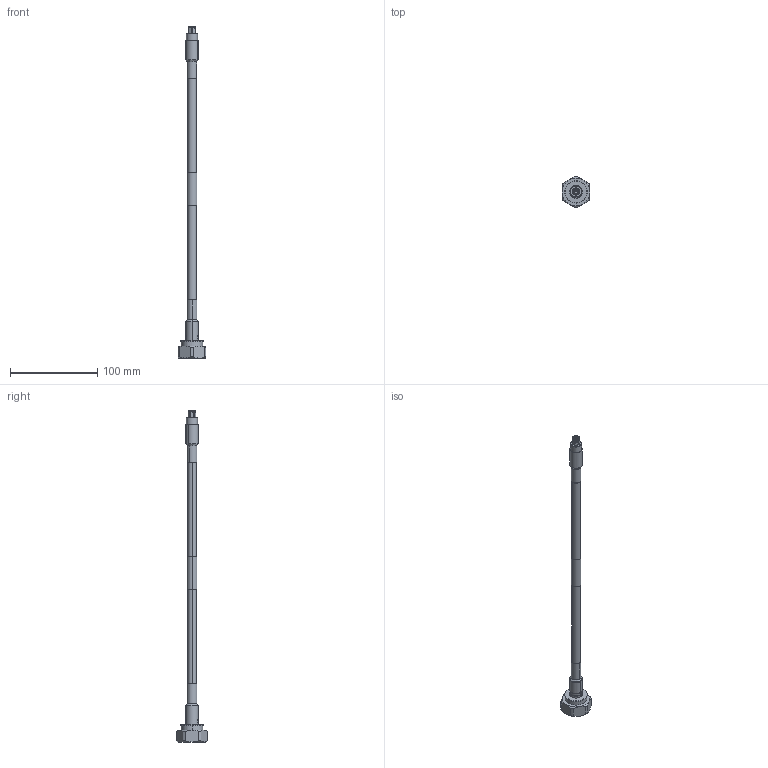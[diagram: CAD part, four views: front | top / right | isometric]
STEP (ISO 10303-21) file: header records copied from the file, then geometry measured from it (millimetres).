
FILE_DESCRIPTION (( 'STEP AP214' ), '1' );
FILE_NAME ('LCCA30297.step', '2020-03-19T19:38:18', ( '' ), ( '' ), 'SwSTEP 2.0', 'SolidWorks 2018', '' );
FILE_SCHEMA (( 'AUTOMOTIVE_DESIGN' ));
Length unit declared in the file: inch
Products named in the file (5): Copy of Coax Cable^LCCA30297_LMR-400; Copy of EZ-400-716M-X^LCCA30297_Heat Shrink; Copy of TC-400-SM-X^LCCA30297_HeatShrink; Label^LCCA30297; LCCA30297
Assembly tree (4 placements, depth 2):
  LCCA30297
    Copy of Coax Cable^LCCA30297_LMR-400
    Label^LCCA30297
    Copy of TC-400-SM-X^LCCA30297_HeatShrink
    Copy of EZ-400-716M-X^LCCA30297_Heat Shrink
Bounding box: 32 x 35.3 x 381.25 mm (x, y, z)
Volume: 49401.7 mm3; surface area: 23549.6 mm2
Topology: 8 solids, 8 shells, 210 faces, 473 edges, 298 vertices
Faces by surface type: cylinder 95, plane 53, cone 50, bspline 12
Entity records: 9414 total; most frequent: CARTESIAN_POINT 4560, DIRECTION 971, ORIENTED_EDGE 946, EDGE_CURVE 473, AXIS2_PLACEMENT_3D 406, VERTEX_POINT 298, EDGE_LOOP 229, ADVANCED_FACE 210
